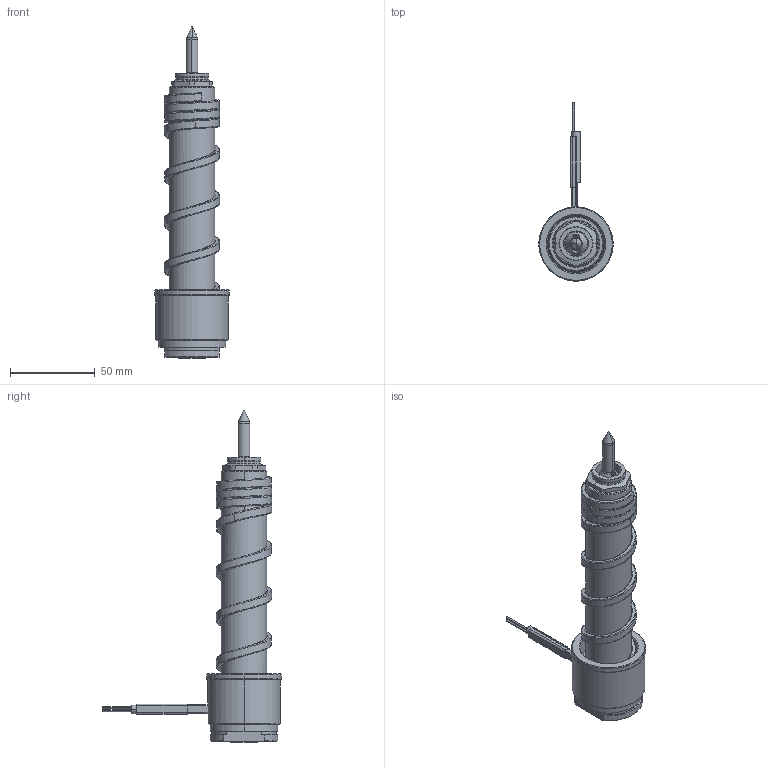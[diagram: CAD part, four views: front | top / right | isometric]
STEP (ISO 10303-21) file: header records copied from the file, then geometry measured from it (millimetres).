
FILE_DESCRIPTION((''),'2;1');
FILE_NAME('EL-176-BKV-N','2014-03-03T',('Íàòàëüÿ'),('IMID'),'PRO/ENGINEER BY PARAMETRIC TECHNOLOGY CORPORATION, 2010180','PRO/ENGINEER BY PARAMETRIC TECHNOLOGY CORPORATION, 2010180','');
FILE_SCHEMA(('CONFIG_CONTROL_DESIGN'));
Length unit declared in the file: millimetre
Products named in the file (1): EL-176-BKV-N
Bounding box: 44 x 105.5 x 196.3 mm (x, y, z)
Volume: 119664.8 mm3; surface area: 43421.3 mm2
Topology: 1 solids, 9 shells, 332 faces, 834 edges, 494 vertices
Faces by surface type: cylinder 110, cone 62, bspline 58, plane 54, torus 31, revolution 9, extrusion 8
Entity records: 19441 total; most frequent: CARTESIAN_POINT 11882, ORIENTED_EDGE 1624, DIRECTION 1470, EDGE_CURVE 824, AXIS2_PLACEMENT_3D 584, VERTEX_POINT 494, EDGE_LOOP 356, FACE_OUTER_BOUND 332
